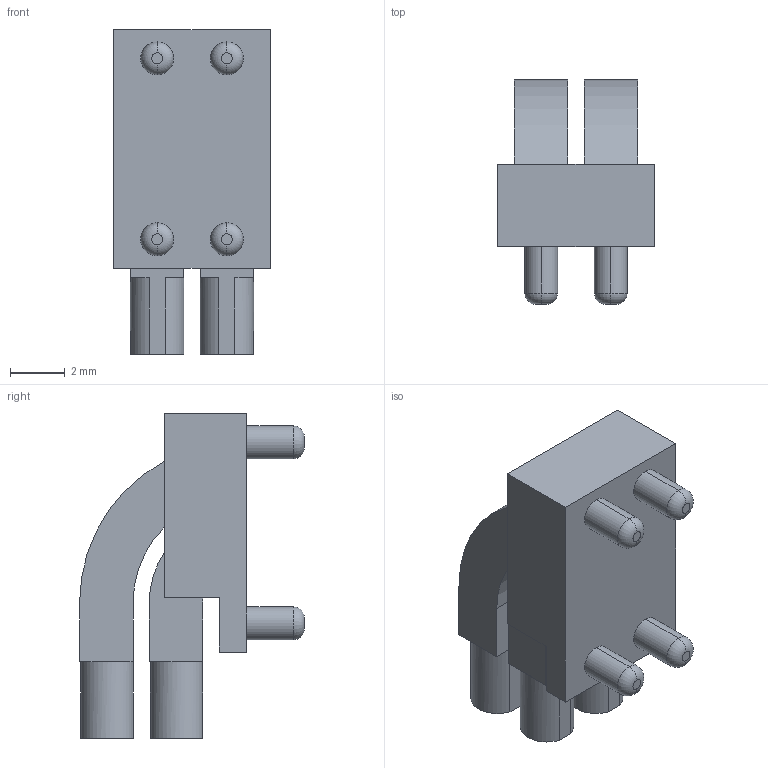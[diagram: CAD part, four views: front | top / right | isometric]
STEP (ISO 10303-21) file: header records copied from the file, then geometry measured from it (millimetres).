
FILE_DESCRIPTION (( 'STEP AP214' ), '1' );
FILE_NAME ('MENTOR 1296.2022.STEP', '2019-10-11T22:44:02', ( '' ), ( '' ), 'SwSTEP 2.0', 'SolidWorks 2018', '' );
FILE_SCHEMA (( 'AUTOMOTIVE_DESIGN' ));
Length unit declared in the file: millimetre
Products named in the file (1): MENTOR 1296.2022
Bounding box: 5.7 x 8.2 x 11.85 mm (x, y, z)
Volume: 220.7 mm3; surface area: 491.7 mm2
Topology: 1 solids, 1 shells, 98 faces, 244 edges, 152 vertices
Faces by surface type: plane 66, cylinder 24, torus 8
Entity records: 3264 total; most frequent: DIRECTION 530, CARTESIAN_POINT 495, ORIENTED_EDGE 488, EDGE_CURVE 244, AXIS2_PLACEMENT_3D 187, VECTOR 156, LINE 156, VERTEX_POINT 152
